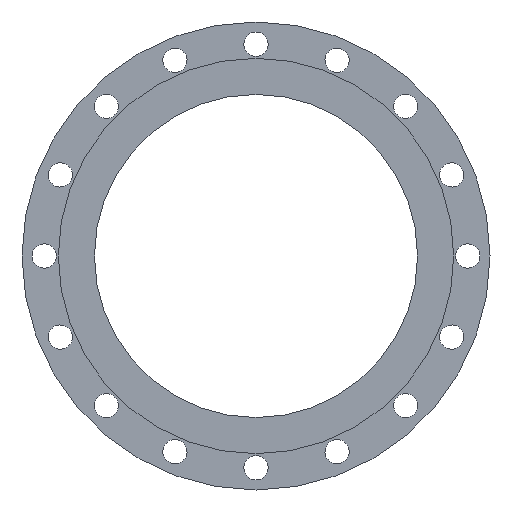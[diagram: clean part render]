
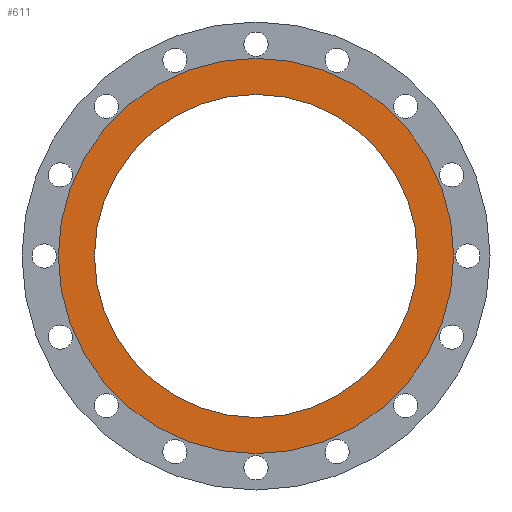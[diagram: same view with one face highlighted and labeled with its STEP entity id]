
A CAD part, front view. The second image highlights one B-rep face of the part: STEP entity #611.
In plain terms, the highlighted planar face has unit normal (0, -1, 0).
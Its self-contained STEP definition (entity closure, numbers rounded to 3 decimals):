
#34 = EDGE_CURVE ( 'NONE', #650, #1342, #757, .T. ) ;
#43 = DIRECTION ( 'NONE',  ( 0., 0., 1. ) ) ;
#123 = DIRECTION ( 'NONE',  ( 0., -1., 0. ) ) ;
#138 = CIRCLE ( 'NONE', #1746, 245. ) ;
#174 = DIRECTION ( 'NONE',  ( 0., 1., 0. ) ) ;
#197 = CIRCLE ( 'NONE', #732, 200.2 ) ;
#261 = PLANE ( 'NONE',  #741 ) ;
#301 = AXIS2_PLACEMENT_3D ( 'NONE', #1666, #745, #307 ) ;
#307 = DIRECTION ( 'NONE',  ( 0., 0., 1. ) ) ;
#311 = VERTEX_POINT ( 'NONE', #837 ) ;
#338 = ORIENTED_EDGE ( 'NONE', *, *, #34, .T. ) ;
#348 = ORIENTED_EDGE ( 'NONE', *, *, #675, .F. ) ;
#376 = CARTESIAN_POINT ( 'NONE',  ( 0., 0., 0. ) ) ;
#597 = DIRECTION ( 'NONE',  ( 0., 1., 0. ) ) ;
#611 = ADVANCED_FACE ( 'NONE', ( #1739, #786 ), #261, .T. ) ;
#633 = VERTEX_POINT ( 'NONE', #1747 ) ;
#650 = VERTEX_POINT ( 'NONE', #681 ) ;
#675 = EDGE_CURVE ( 'NONE', #633, #311, #1204, .T. ) ;
#681 = CARTESIAN_POINT ( 'NONE',  ( 0., 0., 200.2 ) ) ;
#732 = AXIS2_PLACEMENT_3D ( 'NONE', #1008, #597, #1158 ) ;
#741 = AXIS2_PLACEMENT_3D ( 'NONE', #1343, #123, #796 ) ;
#745 = DIRECTION ( 'NONE',  ( 0., 1., 0. ) ) ;
#757 = CIRCLE ( 'NONE', #301, 200.2 ) ;
#786 = FACE_OUTER_BOUND ( 'NONE', #1115, .T. ) ;
#796 = DIRECTION ( 'NONE',  ( 0., 0., -1. ) ) ;
#809 = EDGE_LOOP ( 'NONE', ( #338, #1324 ) ) ;
#836 = EDGE_CURVE ( 'NONE', #1342, #650, #197, .T. ) ;
#837 = CARTESIAN_POINT ( 'NONE',  ( 0., 0., 245. ) ) ;
#888 = CARTESIAN_POINT ( 'NONE',  ( 0., 0., 0. ) ) ;
#980 = EDGE_CURVE ( 'NONE', #311, #633, #138, .T. ) ;
#1008 = CARTESIAN_POINT ( 'NONE',  ( 0., 0., 0. ) ) ;
#1115 = EDGE_LOOP ( 'NONE', ( #1208, #348 ) ) ;
#1150 = DIRECTION ( 'NONE',  ( 0., 1., 0. ) ) ;
#1158 = DIRECTION ( 'NONE',  ( 0., 0., 1. ) ) ;
#1204 = CIRCLE ( 'NONE', #1376, 245. ) ;
#1208 = ORIENTED_EDGE ( 'NONE', *, *, #980, .F. ) ;
#1324 = ORIENTED_EDGE ( 'NONE', *, *, #836, .T. ) ;
#1342 = VERTEX_POINT ( 'NONE', #1690 ) ;
#1343 = CARTESIAN_POINT ( 'NONE',  ( 0., 0., 200.2 ) ) ;
#1376 = AXIS2_PLACEMENT_3D ( 'NONE', #376, #174, #43 ) ;
#1666 = CARTESIAN_POINT ( 'NONE',  ( 0., 0., 0. ) ) ;
#1690 = CARTESIAN_POINT ( 'NONE',  ( 0., 0., -200.2 ) ) ;
#1692 = DIRECTION ( 'NONE',  ( 0., 0., 1. ) ) ;
#1739 = FACE_BOUND ( 'NONE', #809, .T. ) ;
#1746 = AXIS2_PLACEMENT_3D ( 'NONE', #888, #1150, #1692 ) ;
#1747 = CARTESIAN_POINT ( 'NONE',  ( 0., 0., -245. ) ) ;
